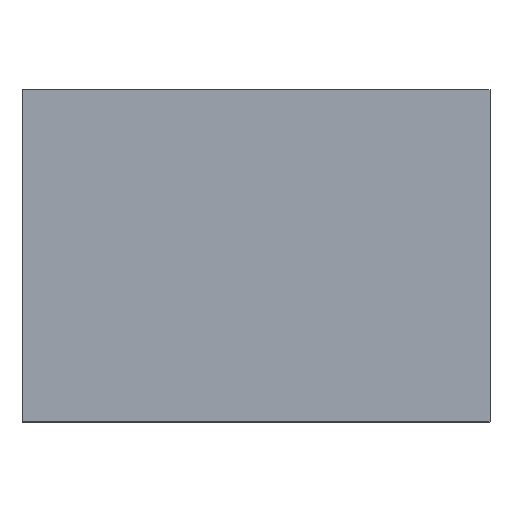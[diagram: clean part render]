
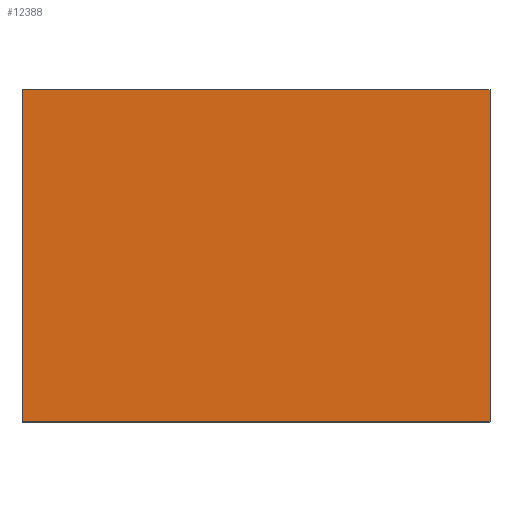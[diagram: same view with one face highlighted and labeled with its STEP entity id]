
A CAD part, top view. The second image highlights one B-rep face of the part: STEP entity #12388.
In plain terms, the highlighted planar face has unit normal (0, 0, 1).
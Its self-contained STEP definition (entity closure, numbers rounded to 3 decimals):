
#136 = EDGE_CURVE ( 'NONE', #5530, #10621, #6820, .T. ) ;
#431 = ORIENTED_EDGE ( 'NONE', *, *, #136, .T. ) ;
#570 = CARTESIAN_POINT ( 'NONE',  ( -16.2, 23., 7.5 ) ) ;
#836 = VERTEX_POINT ( 'NONE', #12617 ) ;
#1023 = DIRECTION ( 'NONE',  ( 0., 0., -1. ) ) ;
#1288 = DIRECTION ( 'NONE',  ( 0., -1., 0. ) ) ;
#2187 = VERTEX_POINT ( 'NONE', #9745 ) ;
#2378 = CARTESIAN_POINT ( 'NONE',  ( -16.2, 23., 7.5 ) ) ;
#2770 = VECTOR ( 'NONE', #1288, 1000. ) ;
#3092 = DIRECTION ( 'NONE',  ( -1., 0., 0. ) ) ;
#4025 = CARTESIAN_POINT ( 'NONE',  ( 16.2, 0., 7.5 ) ) ;
#4316 = DIRECTION ( 'NONE',  ( 1., 0., 0. ) ) ;
#4519 = VECTOR ( 'NONE', #12600, 1000. ) ;
#4812 = CARTESIAN_POINT ( 'NONE',  ( -16.2, 0., 7.5 ) ) ;
#5530 = VERTEX_POINT ( 'NONE', #4812 ) ;
#6253 = ORIENTED_EDGE ( 'NONE', *, *, #7309, .T. ) ;
#6695 = ORIENTED_EDGE ( 'NONE', *, *, #12280, .F. ) ;
#6804 = ORIENTED_EDGE ( 'NONE', *, *, #12090, .F. ) ;
#6820 = LINE ( 'NONE', #8751, #4519 ) ;
#7301 = DIRECTION ( 'NONE',  ( 0., -1., 0. ) ) ;
#7309 = EDGE_CURVE ( 'NONE', #2187, #5530, #10079, .T. ) ;
#7587 = VECTOR ( 'NONE', #7301, 1000. ) ;
#7880 = CARTESIAN_POINT ( 'NONE',  ( -16.2, 23., 7.5 ) ) ;
#8066 = FACE_OUTER_BOUND ( 'NONE', #10753, .T. ) ;
#8751 = CARTESIAN_POINT ( 'NONE',  ( -16.2, 0., 7.5 ) ) ;
#8919 = LINE ( 'NONE', #10134, #2770 ) ;
#9029 = PLANE ( 'NONE',  #12039 ) ;
#9745 = CARTESIAN_POINT ( 'NONE',  ( -16.2, 23., 7.5 ) ) ;
#10079 = LINE ( 'NONE', #2378, #7587 ) ;
#10134 = CARTESIAN_POINT ( 'NONE',  ( 16.2, 23., 7.5 ) ) ;
#10389 = LINE ( 'NONE', #570, #10400 ) ;
#10400 = VECTOR ( 'NONE', #4316, 1000. ) ;
#10621 = VERTEX_POINT ( 'NONE', #4025 ) ;
#10753 = EDGE_LOOP ( 'NONE', ( #431, #6804, #6695, #6253 ) ) ;
#12039 = AXIS2_PLACEMENT_3D ( 'NONE', #7880, #1023, #3092 ) ;
#12090 = EDGE_CURVE ( 'NONE', #836, #10621, #8919, .T. ) ;
#12280 = EDGE_CURVE ( 'NONE', #2187, #836, #10389, .T. ) ;
#12388 = ADVANCED_FACE ( 'NONE', ( #8066 ), #9029, .F. ) ;
#12600 = DIRECTION ( 'NONE',  ( 1., 0., 0. ) ) ;
#12617 = CARTESIAN_POINT ( 'NONE',  ( 16.2, 23., 7.5 ) ) ;
